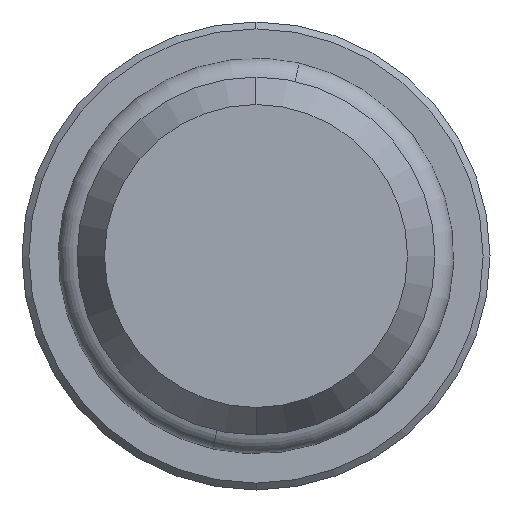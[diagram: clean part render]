
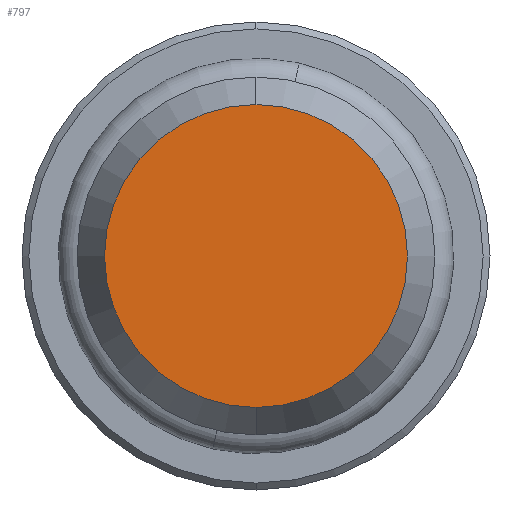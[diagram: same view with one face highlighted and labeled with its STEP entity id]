
A CAD part, front view. The second image highlights one B-rep face of the part: STEP entity #797.
In plain terms, the highlighted planar face has unit normal (0, -1, 0).
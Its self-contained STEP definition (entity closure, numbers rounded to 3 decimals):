
#28 = CARTESIAN_POINT ( 'NONE',  ( 0., 0., 0. ) ) ;
#113 = EDGE_LOOP ( 'NONE', ( #178, #682 ) ) ;
#166 = CIRCLE ( 'NONE', #938, 5.501 ) ;
#178 = ORIENTED_EDGE ( 'NONE', *, *, #875, .T. ) ;
#204 = AXIS2_PLACEMENT_3D ( 'NONE', #921, #1305, #252 ) ;
#252 = DIRECTION ( 'NONE',  ( 0., 0., -1. ) ) ;
#292 = VERTEX_POINT ( 'NONE', #1159 ) ;
#427 = AXIS2_PLACEMENT_3D ( 'NONE', #955, #636, #1298 ) ;
#451 = VERTEX_POINT ( 'NONE', #509 ) ;
#509 = CARTESIAN_POINT ( 'NONE',  ( 0., 0., 5.501 ) ) ;
#636 = DIRECTION ( 'NONE',  ( 0., -1., 0. ) ) ;
#682 = ORIENTED_EDGE ( 'NONE', *, *, #808, .T. ) ;
#797 = ADVANCED_FACE ( 'NONE', ( #1409 ), #1577, .T. ) ;
#808 = EDGE_CURVE ( 'NONE', #292, #451, #839, .T. ) ;
#827 = DIRECTION ( 'NONE',  ( 0., 0., -1. ) ) ;
#839 = CIRCLE ( 'NONE', #204, 5.501 ) ;
#853 = DIRECTION ( 'NONE',  ( 0., -1., 0. ) ) ;
#875 = EDGE_CURVE ( 'NONE', #451, #292, #166, .T. ) ;
#921 = CARTESIAN_POINT ( 'NONE',  ( 0., 0., 0. ) ) ;
#938 = AXIS2_PLACEMENT_3D ( 'NONE', #28, #853, #827 ) ;
#955 = CARTESIAN_POINT ( 'NONE',  ( 5.501, 0., 0. ) ) ;
#1159 = CARTESIAN_POINT ( 'NONE',  ( 0., 0., -5.501 ) ) ;
#1298 = DIRECTION ( 'NONE',  ( 0., 0., -1. ) ) ;
#1305 = DIRECTION ( 'NONE',  ( 0., -1., 0. ) ) ;
#1409 = FACE_OUTER_BOUND ( 'NONE', #113, .T. ) ;
#1577 = PLANE ( 'NONE',  #427 ) ;
